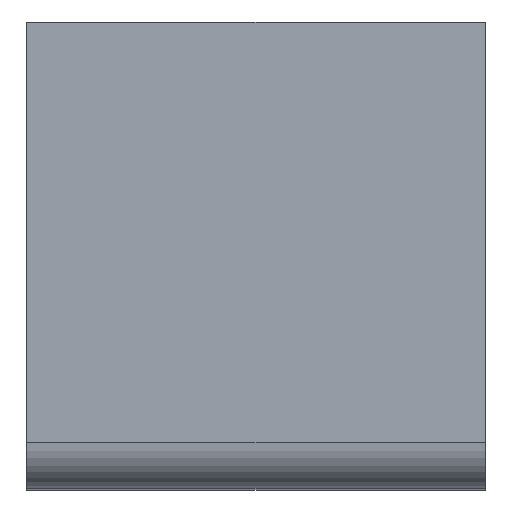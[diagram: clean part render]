
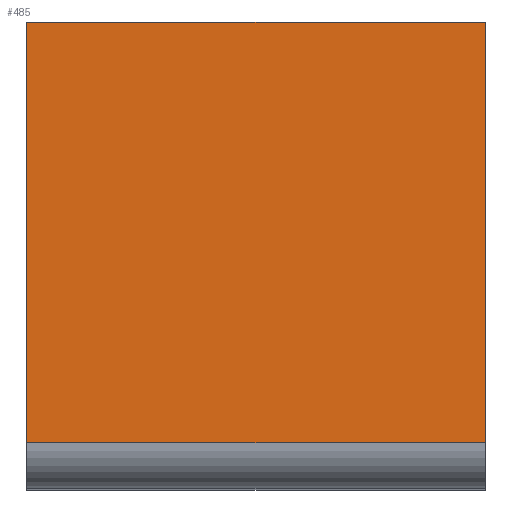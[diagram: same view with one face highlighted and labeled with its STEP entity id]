
A CAD part, top view. The second image highlights one B-rep face of the part: STEP entity #485.
In plain terms, the highlighted planar face has unit normal (0, 0, 1).
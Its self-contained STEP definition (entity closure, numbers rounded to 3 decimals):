
#485=ADVANCED_FACE('',(#874),#876,.T.);
#874=FACE_BOUND('',#875,.T.);
#875=EDGE_LOOP('',(#1155,#1156,#1157,#1158));
#876=PLANE('',#877);
#877=AXIS2_PLACEMENT_3D('',#878,#879,#880);
#878=CARTESIAN_POINT('',(0.,-25.302,77.257));
#879=DIRECTION('',(0.,-0.,1.));
#880=DIRECTION('',(0.,1.,0.));
#1155=ORIENTED_EDGE('',*,*,#1293,.F.);
#1156=ORIENTED_EDGE('',*,*,#1301,.T.);
#1157=ORIENTED_EDGE('',*,*,#1288,.F.);
#1158=ORIENTED_EDGE('',*,*,#1300,.F.);
#1288=EDGE_CURVE('',#1506,#1508,#1509,.T.);
#1293=EDGE_CURVE('',#1516,#1518,#1519,.T.);
#1300=EDGE_CURVE('',#1518,#1506,#1528,.T.);
#1301=EDGE_CURVE('',#1516,#1508,#1529,.T.);
#1506=VERTEX_POINT('',#1983);
#1508=VERTEX_POINT('',#1987);
#1509=LINE('',#1988,#1989);
#1516=VERTEX_POINT('',#2004);
#1518=VERTEX_POINT('',#2009);
#1519=LINE('',#2010,#2011);
#1528=LINE('',#2034,#2035);
#1529=LINE('',#2037,#2038);
#1983=CARTESIAN_POINT('',(58.,29.698,77.257));
#1987=CARTESIAN_POINT('',(58.,-25.302,77.257));
#1988=CARTESIAN_POINT('',(58.,29.698,77.257));
#1989=VECTOR('',#1990,1.);
#1990=DIRECTION('',(0.,-1.,0.));
#2004=CARTESIAN_POINT('',(-2.,-25.302,77.257));
#2009=CARTESIAN_POINT('',(-2.,29.698,77.257));
#2010=CARTESIAN_POINT('',(-2.,-25.302,77.257));
#2011=VECTOR('',#2012,1.);
#2012=DIRECTION('',(0.,1.,0.));
#2034=CARTESIAN_POINT('',(-2.,29.698,77.257));
#2035=VECTOR('',#2036,1.);
#2036=DIRECTION('',(1.,0.,0.));
#2037=CARTESIAN_POINT('',(-2.,-25.302,77.257));
#2038=VECTOR('',#2039,1.);
#2039=DIRECTION('',(1.,0.,0.));
